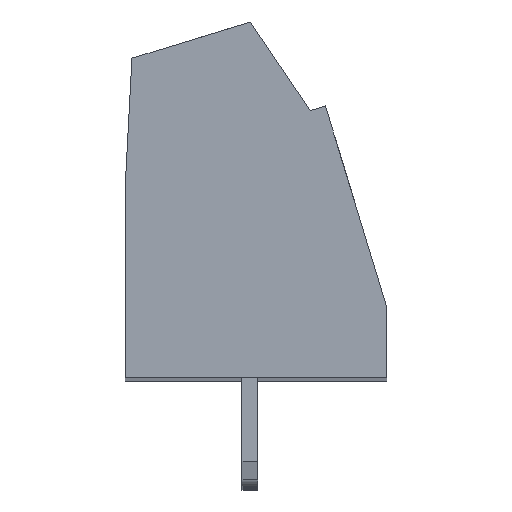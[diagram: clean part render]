
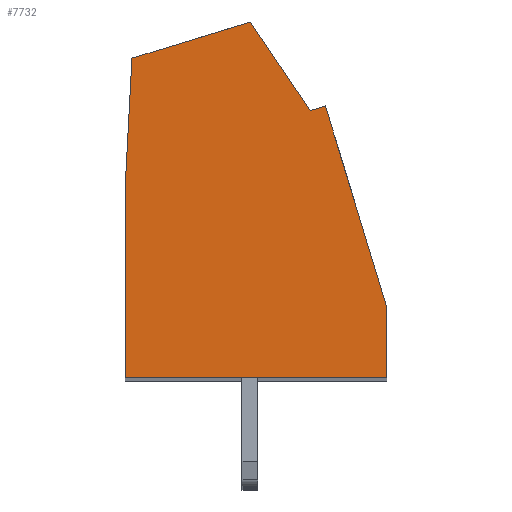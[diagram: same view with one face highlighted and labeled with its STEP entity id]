
A CAD part, top view. The second image highlights one B-rep face of the part: STEP entity #7732.
In plain terms, the highlighted planar face has unit normal (0, 0, 1).
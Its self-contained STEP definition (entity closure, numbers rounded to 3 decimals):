
#917=DIRECTION('',(-0.292,0.956,0.));
#918=VECTOR('',#917,6.75);
#919=CARTESIAN_POINT('',(4.2,-5.45,1.75));
#920=LINE('',#919,#918);
#921=DIRECTION('',(0.,1.,0.));
#922=VECTOR('',#921,2.25);
#923=CARTESIAN_POINT('',(4.2,-7.7,1.75));
#924=LINE('',#923,#922);
#925=DIRECTION('',(1.,0.,0.));
#926=VECTOR('',#925,8.4);
#927=CARTESIAN_POINT('',(-4.2,-7.7,1.75));
#928=LINE('',#927,#926);
#929=DIRECTION('',(0.,-1.,0.));
#930=VECTOR('',#929,6.071);
#931=CARTESIAN_POINT('',(-4.2,-1.629,1.75));
#932=LINE('',#931,#930);
#933=DIRECTION('',(-0.052,-0.999,0.));
#934=VECTOR('',#933,4.172);
#935=CARTESIAN_POINT('',(-3.982,2.537,1.75));
#936=LINE('',#935,#934);
#937=DIRECTION('',(-0.956,-0.292,0.));
#938=VECTOR('',#937,3.978);
#939=CARTESIAN_POINT('',(-0.177,3.7,1.75));
#940=LINE('',#939,#938);
#941=DIRECTION('',(-0.559,0.829,0.));
#942=VECTOR('',#941,3.43);
#943=CARTESIAN_POINT('',(1.741,0.857,1.75));
#944=LINE('',#943,#942);
#945=DIRECTION('',(-0.956,-0.292,0.));
#946=VECTOR('',#945,0.508);
#947=CARTESIAN_POINT('',(2.226,1.005,1.75));
#948=LINE('',#947,#946);
#5445=CARTESIAN_POINT('',(4.2,-5.45,1.75));
#5446=CARTESIAN_POINT('',(2.226,1.005,1.75));
#5447=VERTEX_POINT('',#5445);
#5448=VERTEX_POINT('',#5446);
#5449=CARTESIAN_POINT('',(1.741,0.857,1.75));
#5450=VERTEX_POINT('',#5449);
#5451=CARTESIAN_POINT('',(-0.177,3.7,1.75));
#5452=VERTEX_POINT('',#5451);
#5453=CARTESIAN_POINT('',(-3.982,2.537,1.75));
#5454=VERTEX_POINT('',#5453);
#5455=CARTESIAN_POINT('',(-4.2,-1.629,1.75));
#5456=VERTEX_POINT('',#5455);
#5457=CARTESIAN_POINT('',(-4.2,-7.7,1.75));
#5458=VERTEX_POINT('',#5457);
#5459=CARTESIAN_POINT('',(4.2,-7.7,1.75));
#5460=VERTEX_POINT('',#5459);
#7717=CARTESIAN_POINT('',(0.,0.,1.75));
#7718=DIRECTION('',(0.,0.,1.));
#7719=DIRECTION('',(1.,0.,0.));
#7720=AXIS2_PLACEMENT_3D('',#7717,#7718,#7719);
#7721=PLANE('',#7720);
#7722=ORIENTED_EDGE('',*,*,#7093,.F.);
#7723=ORIENTED_EDGE('',*,*,#7308,.F.);
#7724=ORIENTED_EDGE('',*,*,#7322,.F.);
#7725=ORIENTED_EDGE('',*,*,#7536,.F.);
#7726=ORIENTED_EDGE('',*,*,#7550,.F.);
#7727=ORIENTED_EDGE('',*,*,#7564,.F.);
#7728=ORIENTED_EDGE('',*,*,#7698,.F.);
#7729=ORIENTED_EDGE('',*,*,#7711,.F.);
#7730=EDGE_LOOP('',(#7722,#7723,#7724,#7725,#7726,#7727,#7728,#7729));
#7731=FACE_OUTER_BOUND('',#7730,.F.);
#7093=EDGE_CURVE('',#5447,#5448,#920,.T.);
#7308=EDGE_CURVE('',#5460,#5447,#924,.T.);
#7322=EDGE_CURVE('',#5458,#5460,#928,.T.);
#7536=EDGE_CURVE('',#5456,#5458,#932,.T.);
#7550=EDGE_CURVE('',#5454,#5456,#936,.T.);
#7564=EDGE_CURVE('',#5452,#5454,#940,.T.);
#7698=EDGE_CURVE('',#5450,#5452,#944,.T.);
#7711=EDGE_CURVE('',#5448,#5450,#948,.T.);
#7732=ADVANCED_FACE('',(#7731),#7721,.T.);
